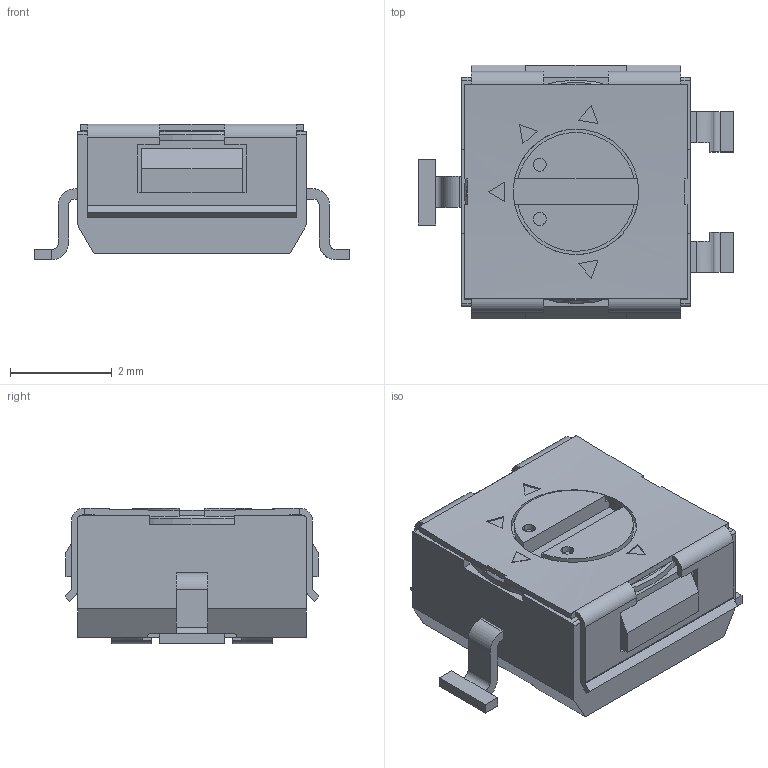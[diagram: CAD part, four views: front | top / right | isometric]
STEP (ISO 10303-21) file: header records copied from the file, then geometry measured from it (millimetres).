
FILE_DESCRIPTION(('FreeCAD Model'),'2;1');
FILE_NAME('23B_SW0001.step','2017-05-24T08:22:59',( 'kicad StepUp'),('ksu MCAD'),'Open CASCADE STEP processor 7.1', 'FreeCAD','Unknown');
FILE_SCHEMA(('AUTOMOTIVE_DESIGN_CC2 { 1 2 10303 214 -1 1 5 4 }'));
Length unit declared in the file: millimetre
Products named in the file (1): 23B_SW0001
Bounding box: 6.2 x 4.99 x 2.67 mm (x, y, z)
Volume: 51.4 mm3; surface area: 124.6 mm2
Topology: 1 solids, 1 shells, 206 faces, 614 edges, 406 vertices
Faces by surface type: plane 155, cylinder 48, torus 2, cone 1
Entity records: 7149 total; most frequent: CARTESIAN_POINT 1512, ORIENTED_EDGE 1228, DIRECTION 1119, EDGE_CURVE 614, LINE 447, VECTOR 447, VERTEX_POINT 406, AXIS2_PLACEMENT_3D 336
